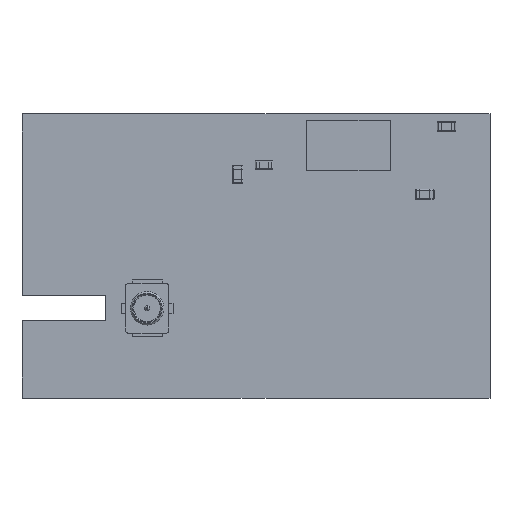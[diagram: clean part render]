
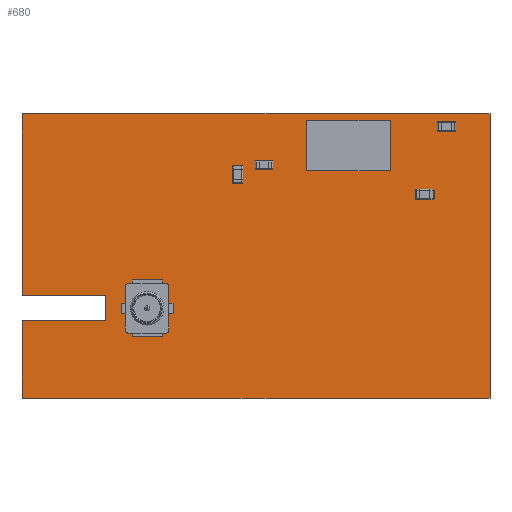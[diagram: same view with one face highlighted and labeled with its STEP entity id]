
A CAD part, top view. The second image highlights one B-rep face of the part: STEP entity #680.
In plain terms, the highlighted planar face has unit normal (0, 0, 1).
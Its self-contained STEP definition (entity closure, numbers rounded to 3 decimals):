
#93 = VERTEX_POINT('',#94);
#94 = CARTESIAN_POINT('',(0.,0.,0.891));
#100 = EDGE_CURVE('',#93,#101,#103,.T.);
#101 = VERTEX_POINT('',#102);
#102 = CARTESIAN_POINT('',(13.099,0.,
    0.891));
#103 = LINE('',#104,#105);
#104 = CARTESIAN_POINT('',(0.,0.,0.891));
#105 = VECTOR('',#106,1.);
#106 = DIRECTION('',(1.,0.,0.));
#133 = VERTEX_POINT('',#134);
#134 = CARTESIAN_POINT('',(13.101,0.,
    0.891));
#140 = EDGE_CURVE('',#133,#101,#141,.T.);
#141 = CIRCLE('',#142,0.25);
#142 = AXIS2_PLACEMENT_3D('',#143,#144,#145);
#143 = CARTESIAN_POINT('',(13.1,-0.25,0.891));
#144 = DIRECTION('',(0.,0.,1.));
#145 = DIRECTION('',(1.,0.,0.));
#164 = EDGE_CURVE('',#133,#165,#167,.T.);
#165 = VERTEX_POINT('',#166);
#166 = CARTESIAN_POINT('',(13.849,0.,
    0.891));
#167 = LINE('',#168,#169);
#168 = CARTESIAN_POINT('',(0.,0.,0.891));
#169 = VECTOR('',#170,1.);
#170 = DIRECTION('',(1.,0.,0.));
#197 = VERTEX_POINT('',#198);
#198 = CARTESIAN_POINT('',(13.851,0.,
    0.891));
#204 = EDGE_CURVE('',#197,#165,#205,.T.);
#205 = CIRCLE('',#206,0.25);
#206 = AXIS2_PLACEMENT_3D('',#207,#208,#209);
#207 = CARTESIAN_POINT('',(13.85,-0.25,0.891));
#208 = DIRECTION('',(0.,0.,1.));
#209 = DIRECTION('',(1.,0.,0.));
#228 = EDGE_CURVE('',#197,#229,#231,.T.);
#229 = VERTEX_POINT('',#230);
#230 = CARTESIAN_POINT('',(14.599,0.,
    0.891));
#231 = LINE('',#232,#233);
#232 = CARTESIAN_POINT('',(0.,0.,0.891));
#233 = VECTOR('',#234,1.);
#234 = DIRECTION('',(1.,0.,0.));
#261 = VERTEX_POINT('',#262);
#262 = CARTESIAN_POINT('',(14.601,0.,
    0.891));
#268 = EDGE_CURVE('',#261,#229,#269,.T.);
#269 = CIRCLE('',#270,0.25);
#270 = AXIS2_PLACEMENT_3D('',#271,#272,#273);
#271 = CARTESIAN_POINT('',(14.6,-0.25,0.891));
#272 = DIRECTION('',(0.,0.,1.));
#273 = DIRECTION('',(1.,0.,0.));
#292 = EDGE_CURVE('',#261,#293,#295,.T.);
#293 = VERTEX_POINT('',#294);
#294 = CARTESIAN_POINT('',(28.,0.,0.891));
#295 = LINE('',#296,#297);
#296 = CARTESIAN_POINT('',(0.,0.,0.891));
#297 = VECTOR('',#298,1.);
#298 = DIRECTION('',(1.,0.,0.));
#323 = EDGE_CURVE('',#293,#324,#326,.T.);
#324 = VERTEX_POINT('',#325);
#325 = CARTESIAN_POINT('',(28.,17.,0.891));
#326 = LINE('',#327,#328);
#327 = CARTESIAN_POINT('',(28.,0.,0.891));
#328 = VECTOR('',#329,1.);
#329 = DIRECTION('',(0.,1.,0.));
#354 = EDGE_CURVE('',#324,#355,#357,.T.);
#355 = VERTEX_POINT('',#356);
#356 = CARTESIAN_POINT('',(14.601,17.,0.891));
#357 = LINE('',#358,#359);
#358 = CARTESIAN_POINT('',(28.,17.,0.891));
#359 = VECTOR('',#360,1.);
#360 = DIRECTION('',(-1.,0.,0.));
#387 = VERTEX_POINT('',#388);
#388 = CARTESIAN_POINT('',(14.599,17.,0.891));
#394 = EDGE_CURVE('',#387,#355,#395,.T.);
#395 = CIRCLE('',#396,0.25);
#396 = AXIS2_PLACEMENT_3D('',#397,#398,#399);
#397 = CARTESIAN_POINT('',(14.6,17.25,0.891));
#398 = DIRECTION('',(0.,0.,1.));
#399 = DIRECTION('',(1.,0.,0.));
#418 = EDGE_CURVE('',#387,#419,#421,.T.);
#419 = VERTEX_POINT('',#420);
#420 = CARTESIAN_POINT('',(13.851,17.,0.891));
#421 = LINE('',#422,#423);
#422 = CARTESIAN_POINT('',(28.,17.,0.891));
#423 = VECTOR('',#424,1.);
#424 = DIRECTION('',(-1.,0.,0.));
#451 = VERTEX_POINT('',#452);
#452 = CARTESIAN_POINT('',(13.849,17.,0.891));
#458 = EDGE_CURVE('',#451,#419,#459,.T.);
#459 = CIRCLE('',#460,0.25);
#460 = AXIS2_PLACEMENT_3D('',#461,#462,#463);
#461 = CARTESIAN_POINT('',(13.85,17.25,0.891));
#462 = DIRECTION('',(0.,0.,1.));
#463 = DIRECTION('',(1.,0.,0.));
#482 = EDGE_CURVE('',#451,#483,#485,.T.);
#483 = VERTEX_POINT('',#484);
#484 = CARTESIAN_POINT('',(0.,17.,0.891));
#485 = LINE('',#486,#487);
#486 = CARTESIAN_POINT('',(28.,17.,0.891));
#487 = VECTOR('',#488,1.);
#488 = DIRECTION('',(-1.,0.,0.));
#513 = EDGE_CURVE('',#483,#514,#516,.T.);
#514 = VERTEX_POINT('',#515);
#515 = CARTESIAN_POINT('',(0.,6.12,0.891));
#516 = LINE('',#517,#518);
#517 = CARTESIAN_POINT('',(0.,17.,0.891));
#518 = VECTOR('',#519,1.);
#519 = DIRECTION('',(0.,-1.,0.));
#544 = EDGE_CURVE('',#514,#545,#547,.T.);
#545 = VERTEX_POINT('',#546);
#546 = CARTESIAN_POINT('',(5.,6.12,0.891));
#547 = LINE('',#548,#549);
#548 = CARTESIAN_POINT('',(0.,6.12,0.891));
#549 = VECTOR('',#550,1.);
#550 = DIRECTION('',(1.,0.,0.));
#575 = EDGE_CURVE('',#545,#576,#578,.T.);
#576 = VERTEX_POINT('',#577);
#577 = CARTESIAN_POINT('',(5.,4.62,0.891));
#578 = LINE('',#579,#580);
#579 = CARTESIAN_POINT('',(5.,6.12,0.891));
#580 = VECTOR('',#581,1.);
#581 = DIRECTION('',(0.,-1.,0.));
#606 = EDGE_CURVE('',#576,#607,#609,.T.);
#607 = VERTEX_POINT('',#608);
#608 = CARTESIAN_POINT('',(0.,4.62,0.891));
#609 = LINE('',#610,#611);
#610 = CARTESIAN_POINT('',(5.,4.62,0.891));
#611 = VECTOR('',#612,1.);
#612 = DIRECTION('',(-1.,0.,0.));
#637 = EDGE_CURVE('',#607,#93,#638,.T.);
#638 = LINE('',#639,#640);
#639 = CARTESIAN_POINT('',(0.,4.62,0.891));
#640 = VECTOR('',#641,1.);
#641 = DIRECTION('',(0.,-1.,0.));
#680 = ADVANCED_FACE('',(#681),#701,.F.);
#681 = FACE_BOUND('',#682,.F.);
#682 = EDGE_LOOP('',(#683,#684,#685,#686,#687,#688,#689,#690,#691,#692,
    #693,#694,#695,#696,#697,#698,#699,#700));
#683 = ORIENTED_EDGE('',*,*,#100,.F.);
#684 = ORIENTED_EDGE('',*,*,#637,.F.);
#685 = ORIENTED_EDGE('',*,*,#606,.F.);
#686 = ORIENTED_EDGE('',*,*,#575,.F.);
#687 = ORIENTED_EDGE('',*,*,#544,.F.);
#688 = ORIENTED_EDGE('',*,*,#513,.F.);
#689 = ORIENTED_EDGE('',*,*,#482,.F.);
#690 = ORIENTED_EDGE('',*,*,#458,.T.);
#691 = ORIENTED_EDGE('',*,*,#418,.F.);
#692 = ORIENTED_EDGE('',*,*,#394,.T.);
#693 = ORIENTED_EDGE('',*,*,#354,.F.);
#694 = ORIENTED_EDGE('',*,*,#323,.F.);
#695 = ORIENTED_EDGE('',*,*,#292,.F.);
#696 = ORIENTED_EDGE('',*,*,#268,.T.);
#697 = ORIENTED_EDGE('',*,*,#228,.F.);
#698 = ORIENTED_EDGE('',*,*,#204,.T.);
#699 = ORIENTED_EDGE('',*,*,#164,.F.);
#700 = ORIENTED_EDGE('',*,*,#140,.T.);
#701 = PLANE('',#702);
#702 = AXIS2_PLACEMENT_3D('',#703,#704,#705);
#703 = CARTESIAN_POINT('',(0.,0.,0.891));
#704 = DIRECTION('',(0.,0.,-1.));
#705 = DIRECTION('',(-1.,0.,0.));
